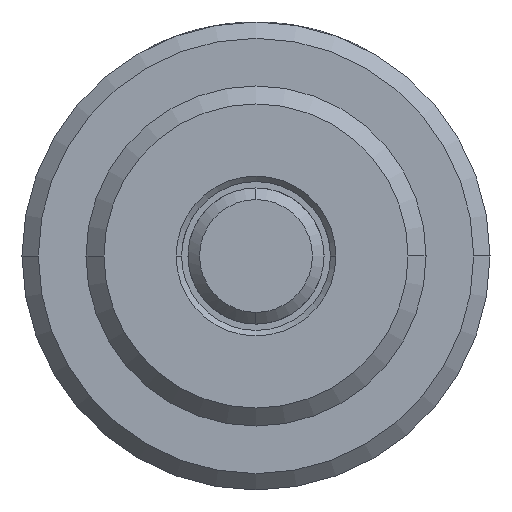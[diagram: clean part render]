
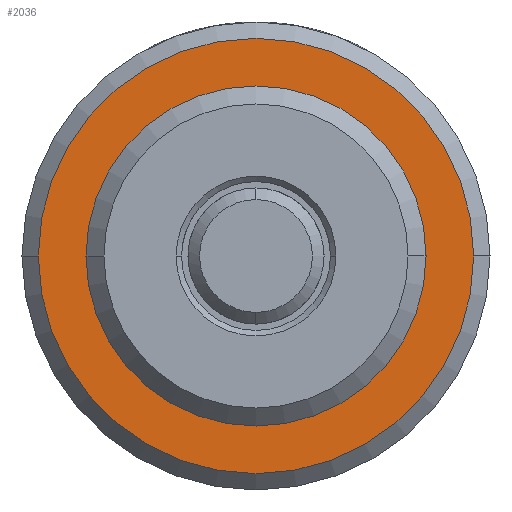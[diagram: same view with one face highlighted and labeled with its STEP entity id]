
A CAD part, left-side view. The second image highlights one B-rep face of the part: STEP entity #2036.
In plain terms, the highlighted planar face has unit normal (-1, 0, 0).
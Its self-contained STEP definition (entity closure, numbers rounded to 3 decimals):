
#200 = CIRCLE ( 'NONE', #1932, 10.16 ) ;
#231 = VERTEX_POINT ( 'NONE', #1131 ) ;
#266 = FACE_BOUND ( 'NONE', #4775, .T. ) ;
#268 = DIRECTION ( 'NONE',  ( 1., 0., 0. ) ) ;
#347 = CARTESIAN_POINT ( 'NONE',  ( 12.7, 0., 10.16 ) ) ;
#429 = CARTESIAN_POINT ( 'NONE',  ( 12.7, 0., 0. ) ) ;
#498 = DIRECTION ( 'NONE',  ( 1., 0., 0. ) ) ;
#957 = EDGE_LOOP ( 'NONE', ( #2193, #2246 ) ) ;
#970 = CIRCLE ( 'NONE', #4199, 10.16 ) ;
#1013 = AXIS2_PLACEMENT_3D ( 'NONE', #3816, #1739, #5085 ) ;
#1043 = DIRECTION ( 'NONE',  ( 0., 0., -1. ) ) ;
#1131 = CARTESIAN_POINT ( 'NONE',  ( 12.7, 0., -7.906 ) ) ;
#1276 = DIRECTION ( 'NONE',  ( 1., 0., 0. ) ) ;
#1459 = EDGE_CURVE ( 'NONE', #5099, #231, #3452, .T. ) ;
#1509 = DIRECTION ( 'NONE',  ( 1., 0., 0. ) ) ;
#1739 = DIRECTION ( 'NONE',  ( 1., 0., 0. ) ) ;
#1868 = PLANE ( 'NONE',  #3302 ) ;
#1932 = AXIS2_PLACEMENT_3D ( 'NONE', #2257, #268, #4741 ) ;
#2036 = ADVANCED_FACE ( 'NONE', ( #2334, #266 ), #1868, .F. ) ;
#2086 = DIRECTION ( 'NONE',  ( 0., 0., -1. ) ) ;
#2152 = DIRECTION ( 'NONE',  ( 0., 0., -1. ) ) ;
#2193 = ORIENTED_EDGE ( 'NONE', *, *, #4736, .F. ) ;
#2246 = ORIENTED_EDGE ( 'NONE', *, *, #3969, .F. ) ;
#2257 = CARTESIAN_POINT ( 'NONE',  ( 12.7, 0., 0. ) ) ;
#2324 = ORIENTED_EDGE ( 'NONE', *, *, #2755, .T. ) ;
#2334 = FACE_OUTER_BOUND ( 'NONE', #957, .T. ) ;
#2755 = EDGE_CURVE ( 'NONE', #231, #5099, #5357, .T. ) ;
#3077 = CARTESIAN_POINT ( 'NONE',  ( 12.7, 0., -10.16 ) ) ;
#3302 = AXIS2_PLACEMENT_3D ( 'NONE', #3994, #1509, #1043 ) ;
#3304 = VERTEX_POINT ( 'NONE', #3077 ) ;
#3350 = CARTESIAN_POINT ( 'NONE',  ( 12.7, 0., 0. ) ) ;
#3452 = CIRCLE ( 'NONE', #1013, 7.906 ) ;
#3816 = CARTESIAN_POINT ( 'NONE',  ( 12.7, 0., 0. ) ) ;
#3854 = VERTEX_POINT ( 'NONE', #347 ) ;
#3969 = EDGE_CURVE ( 'NONE', #3304, #3854, #970, .T. ) ;
#3994 = CARTESIAN_POINT ( 'NONE',  ( 12.7, 0., 0. ) ) ;
#4041 = AXIS2_PLACEMENT_3D ( 'NONE', #3350, #1276, #2152 ) ;
#4079 = ORIENTED_EDGE ( 'NONE', *, *, #1459, .T. ) ;
#4189 = CARTESIAN_POINT ( 'NONE',  ( 12.7, 0., 7.906 ) ) ;
#4199 = AXIS2_PLACEMENT_3D ( 'NONE', #429, #498, #2086 ) ;
#4736 = EDGE_CURVE ( 'NONE', #3854, #3304, #200, .T. ) ;
#4741 = DIRECTION ( 'NONE',  ( 0., 0., -1. ) ) ;
#4775 = EDGE_LOOP ( 'NONE', ( #2324, #4079 ) ) ;
#5085 = DIRECTION ( 'NONE',  ( 0., 0., -1. ) ) ;
#5099 = VERTEX_POINT ( 'NONE', #4189 ) ;
#5357 = CIRCLE ( 'NONE', #4041, 7.906 ) ;
